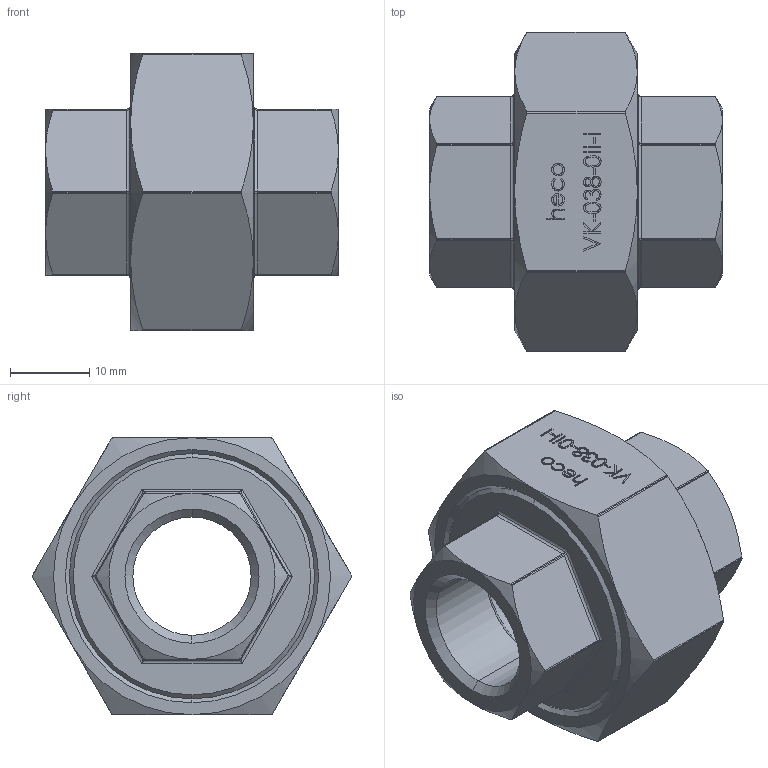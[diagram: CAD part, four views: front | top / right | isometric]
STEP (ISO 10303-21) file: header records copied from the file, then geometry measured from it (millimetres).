
FILE_DESCRIPTION (( 'STEP AP214' ), '1' );
FILE_NAME ('heco_VK-038-0II-I.STEP', '2016-09-23T08:04:35', ( '' ), ( '' ), 'SwSTEP 2.0', 'SolidWorks 2016', '' );
FILE_SCHEMA (( 'AUTOMOTIVE_DESIGN' ));
Length unit declared in the file: millimetre
Products named in the file (1): heco_VK-038-0II-I
Bounding box: 37 x 40.32 x 35.05 mm (x, y, z)
Volume: 16543.8 mm3; surface area: 7146.1 mm2
Topology: 1 solids, 1 shells, 312 faces, 782 edges, 490 vertices
Faces by surface type: plane 108, bspline 96, cylinder 72, cone 36
Entity records: 15915 total; most frequent: CARTESIAN_POINT 7713, ORIENTED_EDGE 1540, DIRECTION 930, EDGE_CURVE 770, VERTEX_POINT 490, VECTOR 372, LINE 372, EDGE_LOOP 344
